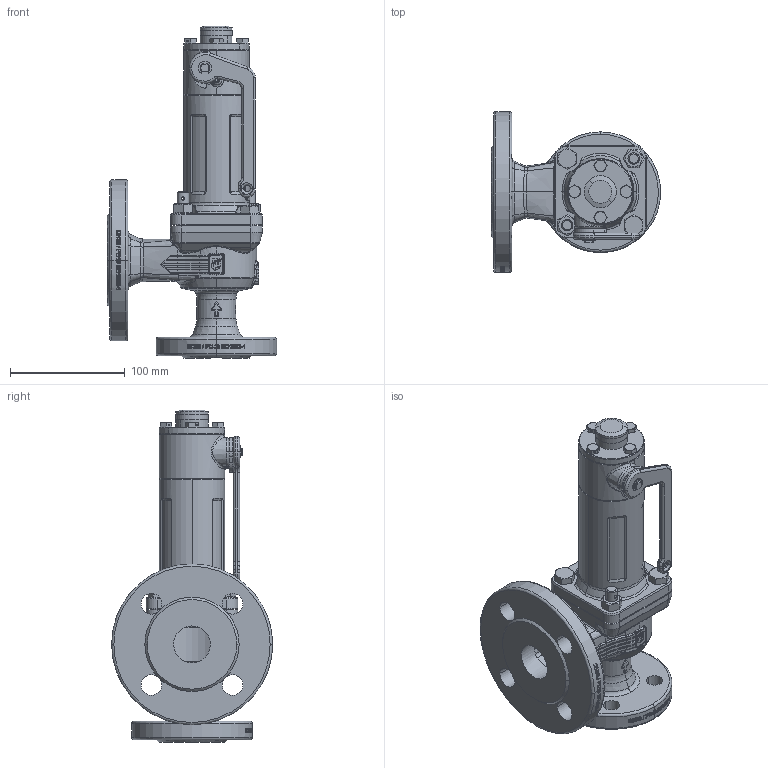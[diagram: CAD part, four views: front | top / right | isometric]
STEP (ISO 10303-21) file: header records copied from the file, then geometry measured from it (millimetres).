
FILE_DESCRIPTION(('HOOPS Exchange Step'),'2;1');
FILE_NAME('SF0410_DN20_DN20-32.stp','2025-06-26T08:42:58+02:00',('nieru'),('Unknown organisation'),'HOOPS Exchange 2024.2','HOOPS Exchange','Unknown authorisation');
FILE_SCHEMA( ('AP203_CONFIGURATION_CONTROLLED_3D_DESIGN_OF_MECHANICAL_PARTS_AND_ASSEMBLIES_MIM_LF') );
Length unit declared in the file: millimetre
Products named in the file (2): 0; root
Assembly tree (1 placements, depth 2):
  root
    0
Bounding box: 147.5 x 140 x 289 mm (x, y, z)
Volume: 718575.7 mm3; surface area: 231652 mm2
Topology: 21 solids, 21 shells, 2276 faces, 5614 edges, 3433 vertices
Faces by surface type: bspline 774, plane 550, cylinder 473, cone 227, torus 123, extrusion 100, sphere 29
Full cylindrical faces by diameter (mm): 26 x1, 28 x1
Entity records: 150562 total; most frequent: CARTESIAN_POINT 104352, ORIENTED_EDGE 11074, DIRECTION 7067, EDGE_CURVE 5537, VERTEX_POINT 3433, AXIS2_PLACEMENT_3D 2744, B_SPLINE_CURVE_WITH_KNOTS 2685, EDGE_LOOP 2484
